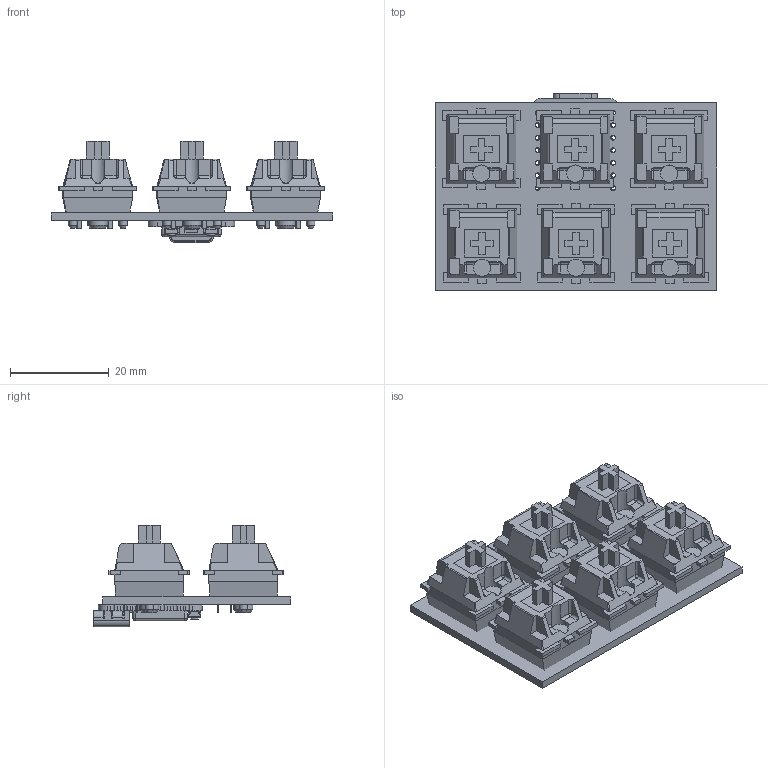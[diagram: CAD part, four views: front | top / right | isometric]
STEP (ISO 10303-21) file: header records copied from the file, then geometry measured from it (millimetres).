
FILE_DESCRIPTION(('KiCad electronic assembly'),'2;1');
FILE_NAME('balslsl.step','2024-11-01T23:34:39',('Pcbnew'),('Kicad'), 'Open CASCADE STEP processor 7.7','KiCad to STEP converter','Unknown' );
FILE_SCHEMA(('AUTOMOTIVE_DESIGN { 1 0 10303 214 1 1 1 1 }'));
Length unit declared in the file: millimetre
Products named in the file (6): balslsl 1; switch; cherry mx v28; Seeed Studio XIAO RP2040 v26; balslsl_PCB
Assembly tree (10 placements, depth 3):
  balslsl 1
    switch  x6
      cherry mx v28
    Seeed Studio XIAO RP2040 v26
      Seeed Studio XIAO RP2040 v26
    balslsl_PCB
Bounding box: 57 x 39.88 x 20.53 mm (x, y, z)
Volume: 14570 mm3; surface area: 17195.8 mm2
Topology: 132 solids, 132 shells, 2061 faces, 5188 edges, 3394 vertices
Faces by surface type: plane 1475, cylinder 333, bspline 195, cone 24, sphere 22, torus 12
Full cylindrical faces by diameter (mm): 0.4 x1, 0.5 x2, 0.8 x14, 1 x14, 1.5 x14, 1.6 x12, 1.7 x12, 2 x1, 3.85 x6, 4 x6
Entity records: 43897 total; most frequent: CARTESIAN_POINT 9998, ORIENTED_EDGE 7160, DIRECTION 6147, EDGE_CURVE 3580, LINE 2681, VECTOR 2681, VERTEX_POINT 2349, AXIS2_PLACEMENT_3D 1733
